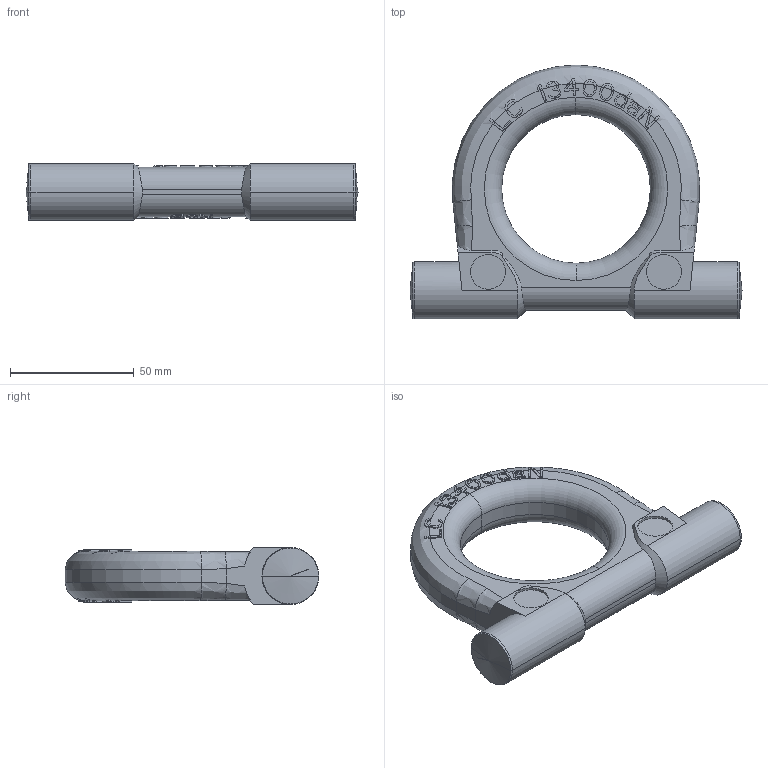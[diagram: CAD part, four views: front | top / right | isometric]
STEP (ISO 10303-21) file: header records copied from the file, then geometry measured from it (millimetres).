
FILE_DESCRIPTION((''),'2;1');
FILE_NAME('001-M34417-P-1','2015-08-19T',('Andreas.Wendler'),(''),'PRO/ENGINEER BY PARAMETRIC TECHNOLOGY CORPORATION, 2010140','PRO/ENGINEER BY PARAMETRIC TECHNOLOGY CORPORATION, 2010140','');
FILE_SCHEMA(('CONFIG_CONTROL_DESIGN'));
Length unit declared in the file: millimetre
Products named in the file (1): 001-M34417-P-1
Bounding box: 134 x 102.5 x 23 mm (x, y, z)
Volume: 125561.3 mm3; surface area: 23242.2 mm2
Topology: 1 solids, 1 shells, 834 faces, 2452 edges, 1626 vertices
Faces by surface type: plane 710, bspline 70, cylinder 36, torus 12, cone 6
Entity records: 37847 total; most frequent: CARTESIAN_POINT 16953, ORIENTED_EDGE 4896, DIRECTION 3500, EDGE_CURVE 2448, VECTOR 1680, LINE 1680, VERTEX_POINT 1626, AXIS2_PLACEMENT_3D 910
